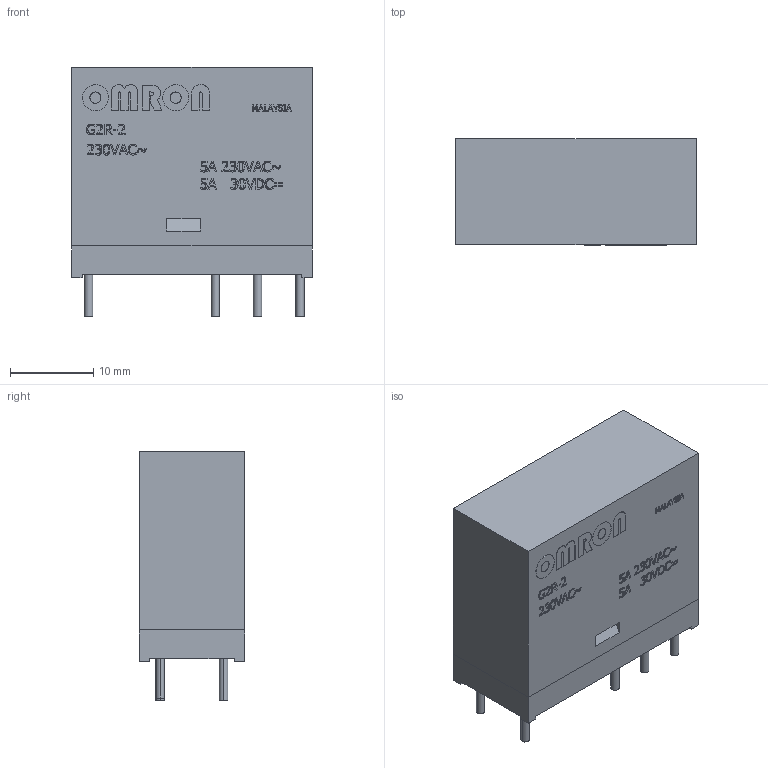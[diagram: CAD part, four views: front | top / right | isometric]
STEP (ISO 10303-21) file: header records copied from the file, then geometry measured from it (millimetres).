
FILE_DESCRIPTION(('FreeCAD Model'),'2;1');
FILE_NAME('User Library-RELAY GEN PURPOSE DPDT 5A 24V-c008_sp.step','2019-08-02T18:09:16',('kicad StepUp'),('ksu MCAD'), 'Open CASCADE STEP processor 6.8','FreeCAD','Unknown');
FILE_SCHEMA(('AUTOMOTIVE_DESIGN_CC2 { 1 2 10303 214 -1 1 5 4 }'));
Length unit declared in the file: millimetre
Products named in the file (1): User_Library-RELAY_GEN_PURPOSE_DPDT_5A_24V-c008_sp
Bounding box: 28.96 x 12.73 x 29.97 mm (x, y, z)
Volume: 4868.1 mm3; surface area: 7742.1 mm2
Topology: 1 solids, 2 shells, 908 faces, 2471 edges, 1642 vertices
Faces by surface type: plane 529, bspline 327, cylinder 36, revolution 16
Entity records: 37544 total; most frequent: CARTESIAN_POINT 10476, ORIENTED_EDGE 4926, DIRECTION 3025, EDGE_CURVE 2463, LINE 1649, VECTOR 1649, VERTEX_POINT 1642, FACE_BOUND 1001
